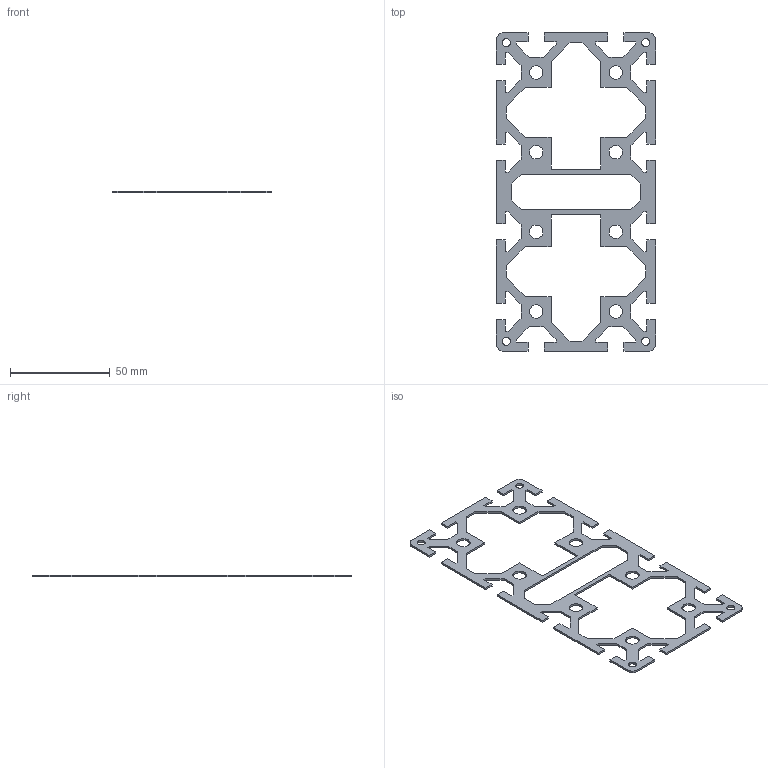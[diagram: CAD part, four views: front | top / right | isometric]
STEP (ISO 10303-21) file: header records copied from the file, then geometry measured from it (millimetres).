
FILE_DESCRIPTION((''),'2;1');
FILE_NAME('SP870_extern.ipt.step','2007-09-10T15:12:18',(''),(''),'Autodesk Inventor 11','Autodesk Inventor 11','');
FILE_SCHEMA(('AUTOMOTIVE_DESIGN { 1 0 10303 214 1 1 1 1 }'));
Length unit declared in the file: millimetre
Products named in the file (1): SP870_extern
Bounding box: 80 x 160 x 1 mm (x, y, z)
Volume: 4611.2 mm3; surface area: 11028.7 mm2
Topology: 1 solids, 1 shells, 186 faces, 564 edges, 380 vertices
Faces by surface type: plane 167, cylinder 10, bspline 9
Full cylindrical faces by diameter (mm): 4 x2, 6.8 x4
Entity records: 6229 total; most frequent: CARTESIAN_POINT 1206, ORIENTED_EDGE 1080, DIRECTION 928, EDGE_CURVE 540, VECTOR 508, LINE 508, VERTEX_POINT 368, EDGE_LOOP 228
